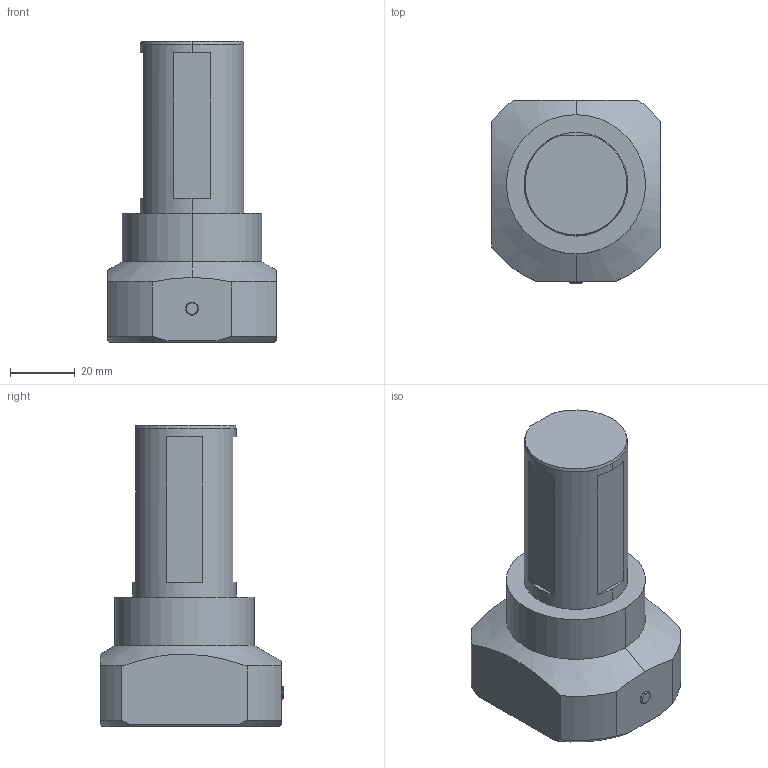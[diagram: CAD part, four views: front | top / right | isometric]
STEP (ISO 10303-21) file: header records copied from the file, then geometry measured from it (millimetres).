
FILE_DESCRIPTION(('HOOPS Exchange Step'),'2;1');
FILE_NAME('Modelcomposition.stp','2024-09-05T09:46:07+00:00',('toolarena-modelservice-ewspro'),('Unknown organisation'),'HOOPS Exchange 2021.2','HOOPS Exchange','Unknown authorisation');
FILE_SCHEMA( ('AP242_MANAGED_MODEL_BASED_3D_ENGINEERING_MIM_LF {1 0 10303 442 1 1 4 }') );
Length unit declared in the file: millimetre
Products named in the file (1): EWS_209237_DIN4003
Bounding box: 52 x 56.67 x 93 mm (x, y, z)
Volume: 121158.7 mm3; surface area: 17396.2 mm2
Topology: 1 solids, 1 shells, 43 faces, 106 edges, 69 vertices
Faces by surface type: plane 21, cone 12, cylinder 10
Entity records: 1318 total; most frequent: CARTESIAN_POINT 273, DIRECTION 222, ORIENTED_EDGE 212, EDGE_CURVE 106, AXIS2_PLACEMENT_3D 90, VERTEX_POINT 69, EDGE_LOOP 47, FACE_BOUND 47
